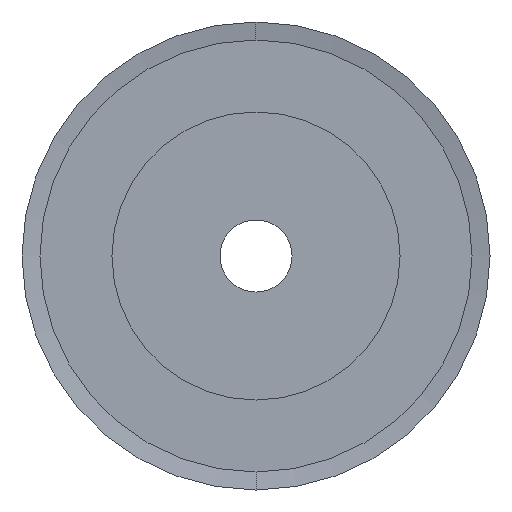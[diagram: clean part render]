
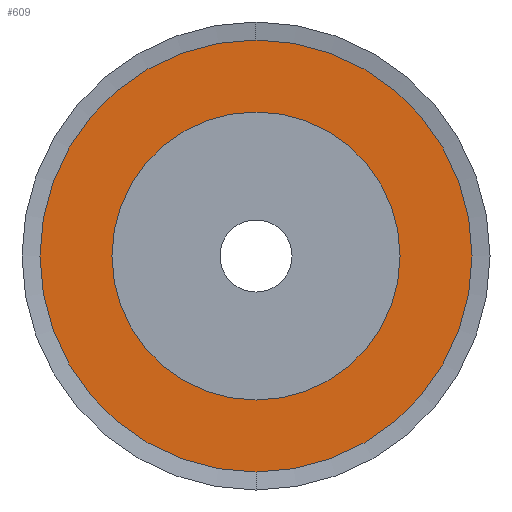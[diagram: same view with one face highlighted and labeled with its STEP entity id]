
A CAD part, left-side view. The second image highlights one B-rep face of the part: STEP entity #609.
In plain terms, the highlighted planar face has unit normal (-1, 0, 0).
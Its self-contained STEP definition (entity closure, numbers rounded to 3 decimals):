
#609=ADVANCED_FACE('',(#1222,#1223),#1224,.T.);
#1222=FACE_OUTER_BOUND('',#1836,.T.);
#1223=FACE_BOUND('',#1837,.T.);
#1224=PLANE('',#1838);
#1836=EDGE_LOOP('',(#3749,#3750));
#1837=EDGE_LOOP('',(#3751,#3752));
#1838=AXIS2_PLACEMENT_3D('',#3753,#3754,#3755);
#3749=ORIENTED_EDGE('',*,*,#4574,.F.);
#3750=ORIENTED_EDGE('',*,*,#3832,.F.);
#3751=ORIENTED_EDGE('',*,*,#3822,.F.);
#3752=ORIENTED_EDGE('',*,*,#4575,.F.);
#3753=CARTESIAN_POINT('',(-15.75,0.0,-14.5));
#3754=DIRECTION('',(-1.0,0.0,0.0));
#3755=DIRECTION('',(0.0,0.0,1.0));
#3822=EDGE_CURVE('',#4603,#4599,#4605,.T.);
#3832=EDGE_CURVE('',#4619,#4616,#4621,.T.);
#4574=EDGE_CURVE('',#4616,#4619,#5729,.T.);
#4575=EDGE_CURVE('',#4599,#4603,#5730,.T.);
#4599=VERTEX_POINT('',#5756);
#4603=VERTEX_POINT('',#5761);
#4605=CIRCLE('',#5764,12.0);
#4616=VERTEX_POINT('',#5777);
#4619=VERTEX_POINT('',#5781);
#4621=CIRCLE('',#5784,18.0);
#5729=CIRCLE('',#7166,18.0);
#5730=CIRCLE('',#7167,12.0);
#5756=CARTESIAN_POINT('',(-15.75,0.,-12.0));
#5761=CARTESIAN_POINT('',(-15.75,0.,12.0));
#5764=AXIS2_PLACEMENT_3D('',#7193,#7194,#7195);
#5777=CARTESIAN_POINT('',(-15.75,0.0,-18.0));
#5781=CARTESIAN_POINT('',(-15.75,0.,18.0));
#5784=AXIS2_PLACEMENT_3D('',#7209,#7210,#7211);
#7166=AXIS2_PLACEMENT_3D('',#8320,#8321,#8322);
#7167=AXIS2_PLACEMENT_3D('',#8323,#8324,#8325);
#7193=CARTESIAN_POINT('',(-15.75,0.0,0.0));
#7194=DIRECTION('',(-1.0,0.0,0.0));
#7195=DIRECTION('',(0.0,0.0,-1.0));
#7209=CARTESIAN_POINT('',(-15.75,0.0,0.0));
#7210=DIRECTION('',(1.0,0.0,0.0));
#7211=DIRECTION('',(0.0,0.0,-1.0));
#8320=CARTESIAN_POINT('',(-15.75,0.0,0.0));
#8321=DIRECTION('',(1.0,0.0,0.0));
#8322=DIRECTION('',(0.0,0.0,-1.0));
#8323=CARTESIAN_POINT('',(-15.75,0.0,0.0));
#8324=DIRECTION('',(-1.0,0.0,0.0));
#8325=DIRECTION('',(0.0,0.0,-1.0));
